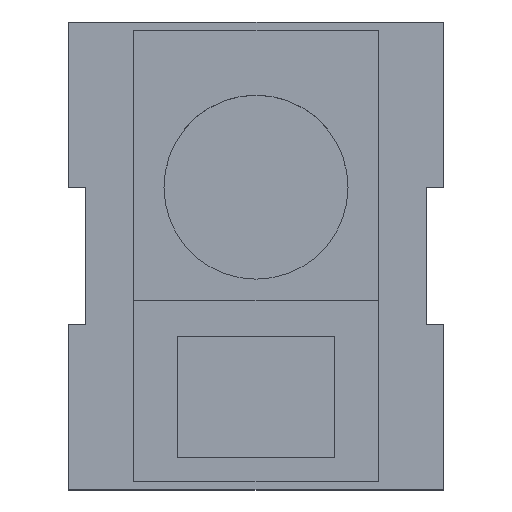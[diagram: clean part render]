
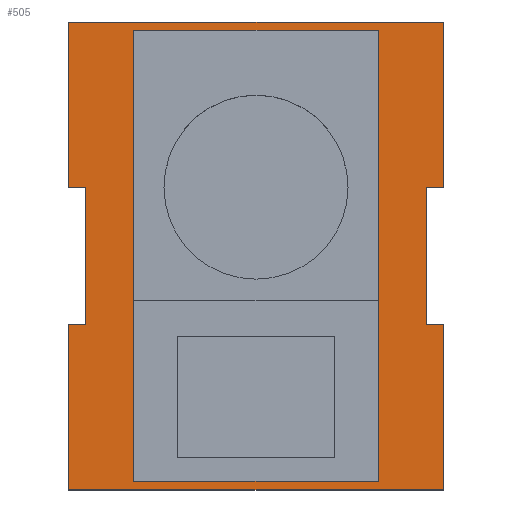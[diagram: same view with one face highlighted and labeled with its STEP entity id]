
A CAD part, top view. The second image highlights one B-rep face of the part: STEP entity #505.
In plain terms, the highlighted planar face has unit normal (0, 0, 1).
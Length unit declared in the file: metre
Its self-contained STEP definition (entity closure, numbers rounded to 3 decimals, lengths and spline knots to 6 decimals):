
#87=ORIENTED_EDGE('',*,*,#180,.F.);
#88=ORIENTED_EDGE('',*,*,#171,.T.);
#89=ORIENTED_EDGE('',*,*,#177,.F.);
#90=ORIENTED_EDGE('',*,*,#182,.F.);
#91=ORIENTED_EDGE('',*,*,#190,.F.);
#92=ORIENTED_EDGE('',*,*,#193,.T.);
#93=ORIENTED_EDGE('',*,*,#194,.T.);
#94=ORIENTED_EDGE('',*,*,#195,.T.);
#95=ORIENTED_EDGE('',*,*,#196,.F.);
#96=ORIENTED_EDGE('',*,*,#197,.F.);
#97=ORIENTED_EDGE('',*,*,#198,.F.);
#98=ORIENTED_EDGE('',*,*,#199,.T.);
#99=ORIENTED_EDGE('',*,*,#200,.T.);
#100=ORIENTED_EDGE('',*,*,#201,.T.);
#101=ORIENTED_EDGE('',*,*,#187,.F.);
#102=ORIENTED_EDGE('',*,*,#183,.F.);
#171=EDGE_CURVE('',#234,#233,#285,.T.);
#177=EDGE_CURVE('',#238,#233,#289,.T.);
#180=EDGE_CURVE('',#234,#240,#292,.T.);
#182=EDGE_CURVE('',#240,#238,#294,.T.);
#183=EDGE_CURVE('',#241,#242,#295,.T.);
#187=EDGE_CURVE('',#242,#245,#299,.T.);
#190=EDGE_CURVE('',#247,#241,#302,.T.);
#193=EDGE_CURVE('',#247,#249,#305,.T.);
#194=EDGE_CURVE('',#249,#250,#306,.T.);
#195=EDGE_CURVE('',#250,#251,#307,.T.);
#196=EDGE_CURVE('',#252,#251,#308,.T.);
#197=EDGE_CURVE('',#253,#252,#309,.T.);
#198=EDGE_CURVE('',#254,#253,#310,.T.);
#199=EDGE_CURVE('',#254,#255,#311,.T.);
#200=EDGE_CURVE('',#255,#256,#312,.T.);
#201=EDGE_CURVE('',#256,#245,#313,.T.);
#233=VERTEX_POINT('',#730);
#234=VERTEX_POINT('',#732);
#238=VERTEX_POINT('',#744);
#240=VERTEX_POINT('',#752);
#241=VERTEX_POINT('',#758);
#242=VERTEX_POINT('',#759);
#245=VERTEX_POINT('',#767);
#247=VERTEX_POINT('',#773);
#249=VERTEX_POINT('',#779);
#250=VERTEX_POINT('',#781);
#251=VERTEX_POINT('',#783);
#252=VERTEX_POINT('',#785);
#253=VERTEX_POINT('',#787);
#254=VERTEX_POINT('',#789);
#255=VERTEX_POINT('',#791);
#256=VERTEX_POINT('',#793);
#285=LINE('',#731,#351);
#289=LINE('',#745,#355);
#292=LINE('',#751,#358);
#294=LINE('',#755,#360);
#295=LINE('',#757,#361);
#299=LINE('',#766,#365);
#302=LINE('',#772,#368);
#305=LINE('',#778,#371);
#306=LINE('',#780,#372);
#307=LINE('',#782,#373);
#308=LINE('',#784,#374);
#309=LINE('',#786,#375);
#310=LINE('',#788,#376);
#311=LINE('',#790,#377);
#312=LINE('',#792,#378);
#313=LINE('',#794,#379);
#351=VECTOR('',#597,1.);
#355=VECTOR('',#611,1.);
#358=VECTOR('',#618,1.);
#360=VECTOR('',#622,1.);
#361=VECTOR('',#625,1.);
#365=VECTOR('',#631,1.);
#368=VECTOR('',#636,1.);
#371=VECTOR('',#641,1.);
#372=VECTOR('',#642,1.);
#373=VECTOR('',#643,1.);
#374=VECTOR('',#644,1.);
#375=VECTOR('',#645,1.);
#376=VECTOR('',#646,1.);
#377=VECTOR('',#647,1.);
#378=VECTOR('',#648,1.);
#379=VECTOR('',#649,1.);
#417=EDGE_LOOP('',(#87,#88,#89,#90));
#418=EDGE_LOOP('',(#91,#92,#93,#94,#95,#96,#97,#98,#99,#100,#101,#102));
#449=FACE_BOUND('',#417,.T.);
#450=FACE_BOUND('',#418,.T.);
#477=PLANE('',#548);
#505=ADVANCED_FACE('',(#449,#450),#477,.T.);
#548=AXIS2_PLACEMENT_3D('',#777,#639,#640);
#597=DIRECTION('',(-1.,0.,0.));
#611=DIRECTION('',(0.,-1.,0.));
#618=DIRECTION('',(0.,1.,0.));
#622=DIRECTION('',(-1.,0.,0.));
#625=DIRECTION('',(0.,-1.,0.));
#631=DIRECTION('',(1.,0.,0.));
#636=DIRECTION('',(-1.,0.,0.));
#639=DIRECTION('',(0.,0.,1.));
#640=DIRECTION('',(1.,0.,0.));
#641=DIRECTION('',(0.,1.,0.));
#642=DIRECTION('',(-1.,0.,0.));
#643=DIRECTION('',(0.,-1.,0.));
#644=DIRECTION('',(-1.,0.,0.));
#645=DIRECTION('',(0.,1.,0.));
#646=DIRECTION('',(1.,0.,0.));
#647=DIRECTION('',(0.,-1.,0.));
#648=DIRECTION('',(1.,0.,0.));
#649=DIRECTION('',(0.,1.,0.));
#730=CARTESIAN_POINT('',(0.157224,12.135084,0.002598));
#731=CARTESIAN_POINT('',(0.167149,12.135084,0.002598));
#732=CARTESIAN_POINT('',(0.165074,12.135084,0.002598));
#744=CARTESIAN_POINT('',(0.157224,12.149534,0.002598));
#745=CARTESIAN_POINT('',(0.157224,12.149809,0.002598));
#751=CARTESIAN_POINT('',(0.165074,12.134809,0.002598));
#752=CARTESIAN_POINT('',(0.165074,12.149534,0.002598));
#755=CARTESIAN_POINT('',(0.17106,12.149534,0.002598));
#757=CARTESIAN_POINT('',(0.166599,12.144509,0.002598));
#758=CARTESIAN_POINT('',(0.166599,12.144509,0.002598));
#759=CARTESIAN_POINT('',(0.166599,12.140109,0.002598));
#766=CARTESIAN_POINT('',(0.155149,12.140109,0.002598));
#767=CARTESIAN_POINT('',(0.167149,12.140109,0.002598));
#772=CARTESIAN_POINT('',(0.155699,12.144509,0.002598));
#773=CARTESIAN_POINT('',(0.167149,12.144509,0.002598));
#777=CARTESIAN_POINT('',(0.167149,12.149809,0.002598));
#778=CARTESIAN_POINT('',(0.167149,12.149809,0.002598));
#779=CARTESIAN_POINT('',(0.167149,12.149809,0.002598));
#780=CARTESIAN_POINT('',(0.167149,12.149809,0.002598));
#781=CARTESIAN_POINT('',(0.155149,12.149809,0.002598));
#782=CARTESIAN_POINT('',(0.155149,12.149809,0.002598));
#783=CARTESIAN_POINT('',(0.155149,12.144509,0.002598));
#784=CARTESIAN_POINT('',(0.155699,12.144509,0.002598));
#785=CARTESIAN_POINT('',(0.155699,12.144509,0.002598));
#786=CARTESIAN_POINT('',(0.155699,12.140109,0.002598));
#787=CARTESIAN_POINT('',(0.155699,12.140109,0.002598));
#788=CARTESIAN_POINT('',(0.155149,12.140109,0.002598));
#789=CARTESIAN_POINT('',(0.155149,12.140109,0.002598));
#790=CARTESIAN_POINT('',(0.155149,12.149809,0.002598));
#791=CARTESIAN_POINT('',(0.155149,12.134809,0.002598));
#792=CARTESIAN_POINT('',(0.167149,12.134809,0.002598));
#793=CARTESIAN_POINT('',(0.167149,12.134809,0.002598));
#794=CARTESIAN_POINT('',(0.167149,12.149809,0.002598));
